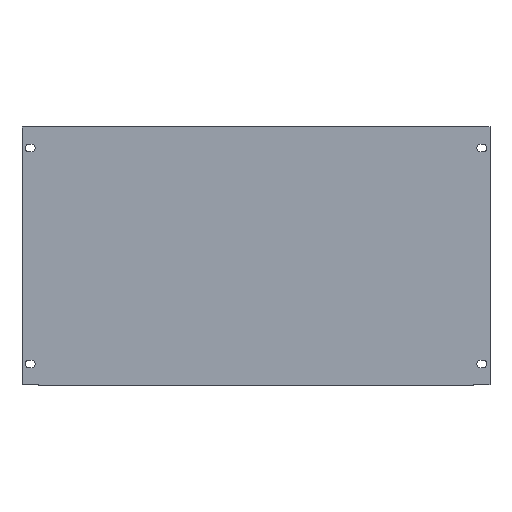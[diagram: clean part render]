
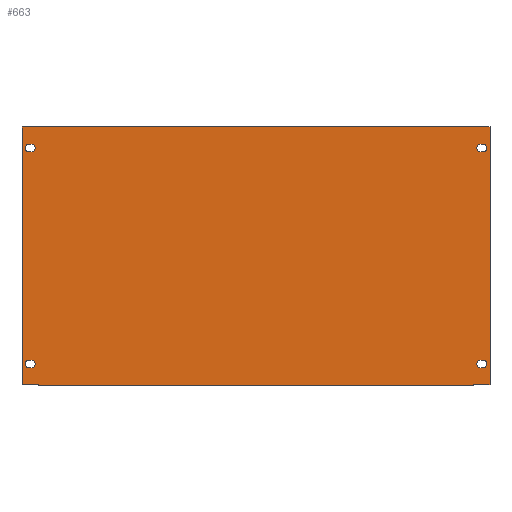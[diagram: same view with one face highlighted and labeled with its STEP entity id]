
A CAD part, top view. The second image highlights one B-rep face of the part: STEP entity #663.
In plain terms, the highlighted planar face has unit normal (0, 0, 1).
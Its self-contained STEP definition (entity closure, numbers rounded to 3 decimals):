
#23=FACE_BOUND('',#84,.T.);
#24=FACE_BOUND('',#85,.T.);
#25=FACE_BOUND('',#86,.T.);
#26=FACE_BOUND('',#87,.T.);
#31=CIRCLE('',#721,5.);
#32=CIRCLE('',#722,5.);
#33=CIRCLE('',#723,5.);
#34=CIRCLE('',#724,5.);
#35=CIRCLE('',#725,5.);
#36=CIRCLE('',#726,5.);
#37=CIRCLE('',#727,5.);
#38=CIRCLE('',#728,5.);
#49=FACE_OUTER_BOUND('',#83,.T.);
#83=EDGE_LOOP('',(#451,#452,#453,#454,#455,#456,#457,#458,#459,#460,#461,
#462));
#84=EDGE_LOOP('',(#463,#464,#465,#466));
#85=EDGE_LOOP('',(#467,#468,#469,#470));
#86=EDGE_LOOP('',(#471,#472,#473,#474));
#87=EDGE_LOOP('',(#475,#476,#477,#478));
#130=LINE('',#969,#210);
#131=LINE('',#971,#211);
#132=LINE('',#973,#212);
#133=LINE('',#975,#213);
#134=LINE('',#977,#214);
#135=LINE('',#979,#215);
#136=LINE('',#981,#216);
#137=LINE('',#983,#217);
#138=LINE('',#985,#218);
#139=LINE('',#987,#219);
#140=LINE('',#989,#220);
#141=LINE('',#990,#221);
#142=LINE('',#995,#222);
#143=LINE('',#998,#223);
#144=LINE('',#1003,#224);
#145=LINE('',#1006,#225);
#146=LINE('',#1011,#226);
#147=LINE('',#1014,#227);
#148=LINE('',#1019,#228);
#149=LINE('',#1022,#229);
#210=VECTOR('',#783,10.);
#211=VECTOR('',#784,10.);
#212=VECTOR('',#785,10.);
#213=VECTOR('',#786,10.);
#214=VECTOR('',#787,10.);
#215=VECTOR('',#788,10.);
#216=VECTOR('',#789,10.);
#217=VECTOR('',#790,10.);
#218=VECTOR('',#791,10.);
#219=VECTOR('',#792,10.);
#220=VECTOR('',#793,10.);
#221=VECTOR('',#794,10.);
#222=VECTOR('',#797,10.);
#223=VECTOR('',#800,10.);
#224=VECTOR('',#803,10.);
#225=VECTOR('',#806,10.);
#226=VECTOR('',#809,10.);
#227=VECTOR('',#812,10.);
#228=VECTOR('',#815,10.);
#229=VECTOR('',#818,10.);
#289=VERTEX_POINT('',#967);
#290=VERTEX_POINT('',#968);
#291=VERTEX_POINT('',#970);
#292=VERTEX_POINT('',#972);
#293=VERTEX_POINT('',#974);
#294=VERTEX_POINT('',#976);
#295=VERTEX_POINT('',#978);
#296=VERTEX_POINT('',#980);
#297=VERTEX_POINT('',#982);
#298=VERTEX_POINT('',#984);
#299=VERTEX_POINT('',#986);
#300=VERTEX_POINT('',#988);
#301=VERTEX_POINT('',#991);
#302=VERTEX_POINT('',#992);
#303=VERTEX_POINT('',#994);
#304=VERTEX_POINT('',#996);
#305=VERTEX_POINT('',#999);
#306=VERTEX_POINT('',#1000);
#307=VERTEX_POINT('',#1002);
#308=VERTEX_POINT('',#1004);
#309=VERTEX_POINT('',#1007);
#310=VERTEX_POINT('',#1008);
#311=VERTEX_POINT('',#1010);
#312=VERTEX_POINT('',#1012);
#313=VERTEX_POINT('',#1015);
#314=VERTEX_POINT('',#1016);
#315=VERTEX_POINT('',#1018);
#316=VERTEX_POINT('',#1020);
#354=EDGE_CURVE('',#289,#290,#130,.T.);
#355=EDGE_CURVE('',#290,#291,#131,.T.);
#356=EDGE_CURVE('',#292,#291,#132,.T.);
#357=EDGE_CURVE('',#293,#292,#133,.T.);
#358=EDGE_CURVE('',#294,#293,#134,.T.);
#359=EDGE_CURVE('',#295,#294,#135,.T.);
#360=EDGE_CURVE('',#295,#296,#136,.T.);
#361=EDGE_CURVE('',#296,#297,#137,.T.);
#362=EDGE_CURVE('',#298,#297,#138,.T.);
#363=EDGE_CURVE('',#299,#298,#139,.T.);
#364=EDGE_CURVE('',#300,#299,#140,.T.);
#365=EDGE_CURVE('',#289,#300,#141,.T.);
#366=EDGE_CURVE('',#301,#302,#31,.T.);
#367=EDGE_CURVE('',#302,#303,#142,.T.);
#368=EDGE_CURVE('',#303,#304,#32,.T.);
#369=EDGE_CURVE('',#304,#301,#143,.T.);
#370=EDGE_CURVE('',#305,#306,#33,.T.);
#371=EDGE_CURVE('',#306,#307,#144,.T.);
#372=EDGE_CURVE('',#307,#308,#34,.T.);
#373=EDGE_CURVE('',#308,#305,#145,.T.);
#374=EDGE_CURVE('',#309,#310,#35,.T.);
#375=EDGE_CURVE('',#310,#311,#146,.T.);
#376=EDGE_CURVE('',#311,#312,#36,.T.);
#377=EDGE_CURVE('',#312,#309,#147,.T.);
#378=EDGE_CURVE('',#313,#314,#37,.T.);
#379=EDGE_CURVE('',#314,#315,#148,.T.);
#380=EDGE_CURVE('',#315,#316,#38,.T.);
#381=EDGE_CURVE('',#316,#313,#149,.T.);
#451=ORIENTED_EDGE('',*,*,#354,.T.);
#452=ORIENTED_EDGE('',*,*,#355,.T.);
#453=ORIENTED_EDGE('',*,*,#356,.F.);
#454=ORIENTED_EDGE('',*,*,#357,.F.);
#455=ORIENTED_EDGE('',*,*,#358,.F.);
#456=ORIENTED_EDGE('',*,*,#359,.F.);
#457=ORIENTED_EDGE('',*,*,#360,.T.);
#458=ORIENTED_EDGE('',*,*,#361,.T.);
#459=ORIENTED_EDGE('',*,*,#362,.F.);
#460=ORIENTED_EDGE('',*,*,#363,.F.);
#461=ORIENTED_EDGE('',*,*,#364,.F.);
#462=ORIENTED_EDGE('',*,*,#365,.F.);
#463=ORIENTED_EDGE('',*,*,#366,.T.);
#464=ORIENTED_EDGE('',*,*,#367,.T.);
#465=ORIENTED_EDGE('',*,*,#368,.T.);
#466=ORIENTED_EDGE('',*,*,#369,.T.);
#467=ORIENTED_EDGE('',*,*,#370,.T.);
#468=ORIENTED_EDGE('',*,*,#371,.T.);
#469=ORIENTED_EDGE('',*,*,#372,.T.);
#470=ORIENTED_EDGE('',*,*,#373,.T.);
#471=ORIENTED_EDGE('',*,*,#374,.T.);
#472=ORIENTED_EDGE('',*,*,#375,.T.);
#473=ORIENTED_EDGE('',*,*,#376,.T.);
#474=ORIENTED_EDGE('',*,*,#377,.T.);
#475=ORIENTED_EDGE('',*,*,#378,.T.);
#476=ORIENTED_EDGE('',*,*,#379,.T.);
#477=ORIENTED_EDGE('',*,*,#380,.T.);
#478=ORIENTED_EDGE('',*,*,#381,.T.);
#637=PLANE('',#720);
#663=ADVANCED_FACE('',(#49,#23,#24,#25,#26),#637,.T.);
#720=AXIS2_PLACEMENT_3D('',#966,#781,#782);
#721=AXIS2_PLACEMENT_3D('',#993,#795,#796);
#722=AXIS2_PLACEMENT_3D('',#997,#798,#799);
#723=AXIS2_PLACEMENT_3D('',#1001,#801,#802);
#724=AXIS2_PLACEMENT_3D('',#1005,#804,#805);
#725=AXIS2_PLACEMENT_3D('',#1009,#807,#808);
#726=AXIS2_PLACEMENT_3D('',#1013,#810,#811);
#727=AXIS2_PLACEMENT_3D('',#1017,#813,#814);
#728=AXIS2_PLACEMENT_3D('',#1021,#816,#817);
#781=DIRECTION('center_axis',(0.,0.,1.));
#782=DIRECTION('ref_axis',(1.,0.,0.));
#783=DIRECTION('',(0.,-1.,0.));
#784=DIRECTION('',(1.,0.,0.));
#785=DIRECTION('',(0.,-1.,0.));
#786=DIRECTION('',(-1.,0.,0.));
#787=DIRECTION('',(0.,-1.,0.));
#788=DIRECTION('',(1.,0.,0.));
#789=DIRECTION('',(0.,1.,0.));
#790=DIRECTION('',(-1.,0.,0.));
#791=DIRECTION('',(0.,1.,0.));
#792=DIRECTION('',(1.,0.,0.));
#793=DIRECTION('',(0.,1.,0.));
#794=DIRECTION('',(-1.,0.,0.));
#795=DIRECTION('center_axis',(0.,0.,-1.));
#796=DIRECTION('ref_axis',(0.6,-0.8,0.));
#797=DIRECTION('',(-1.,0.,0.));
#798=DIRECTION('center_axis',(0.,0.,-1.));
#799=DIRECTION('ref_axis',(-0.6,0.8,0.));
#800=DIRECTION('',(1.,0.,0.));
#801=DIRECTION('center_axis',(0.,0.,-1.));
#802=DIRECTION('ref_axis',(0.6,-0.8,0.));
#803=DIRECTION('',(-1.,0.,0.));
#804=DIRECTION('center_axis',(0.,0.,-1.));
#805=DIRECTION('ref_axis',(-0.6,0.8,0.));
#806=DIRECTION('',(1.,0.,0.));
#807=DIRECTION('center_axis',(0.,0.,-1.));
#808=DIRECTION('ref_axis',(0.6,-0.8,0.));
#809=DIRECTION('',(-1.,0.,0.));
#810=DIRECTION('center_axis',(0.,0.,-1.));
#811=DIRECTION('ref_axis',(-0.6,0.8,0.));
#812=DIRECTION('',(1.,0.,0.));
#813=DIRECTION('center_axis',(0.,0.,-1.));
#814=DIRECTION('ref_axis',(0.6,-0.8,0.));
#815=DIRECTION('',(-1.,0.,0.));
#816=DIRECTION('center_axis',(0.,0.,-1.));
#817=DIRECTION('ref_axis',(-0.6,0.8,0.));
#818=DIRECTION('',(1.,0.,0.));
#966=CARTESIAN_POINT('Origin',(0.,0.,1.));
#967=CARTESIAN_POINT('',(-224.5,-132.85,1.));
#968=CARTESIAN_POINT('',(-224.5,-133.25,1.));
#969=CARTESIAN_POINT('',(-224.5,-132.85,1.));
#970=CARTESIAN_POINT('',(224.5,-133.25,1.));
#971=CARTESIAN_POINT('',(0.,-133.25,1.));
#972=CARTESIAN_POINT('',(224.5,-132.85,1.));
#973=CARTESIAN_POINT('',(224.5,-132.85,1.));
#974=CARTESIAN_POINT('',(241.,-132.85,1.));
#975=CARTESIAN_POINT('',(-241.,-132.85,1.));
#976=CARTESIAN_POINT('',(241.,132.85,1.));
#977=CARTESIAN_POINT('',(241.,-132.85,1.));
#978=CARTESIAN_POINT('',(224.5,132.85,1.));
#979=CARTESIAN_POINT('',(241.,132.85,1.));
#980=CARTESIAN_POINT('',(224.5,133.25,1.));
#981=CARTESIAN_POINT('',(224.5,132.85,1.));
#982=CARTESIAN_POINT('',(-224.5,133.25,1.));
#983=CARTESIAN_POINT('',(0.,133.25,1.));
#984=CARTESIAN_POINT('',(-224.5,132.85,1.));
#985=CARTESIAN_POINT('',(-224.5,132.85,1.));
#986=CARTESIAN_POINT('',(-241.,132.85,1.));
#987=CARTESIAN_POINT('',(241.,132.85,1.));
#988=CARTESIAN_POINT('',(-241.,-132.85,1.));
#989=CARTESIAN_POINT('',(-241.,132.85,1.));
#990=CARTESIAN_POINT('',(-241.,-132.85,1.));
#991=CARTESIAN_POINT('',(-229.5,115.125,1.));
#992=CARTESIAN_POINT('',(-229.5,107.125,1.));
#993=CARTESIAN_POINT('Origin',(-232.5,111.125,1.));
#994=CARTESIAN_POINT('',(-235.5,107.125,1.));
#995=CARTESIAN_POINT('',(-117.75,107.125,1.));
#996=CARTESIAN_POINT('',(-235.5,115.125,1.));
#997=CARTESIAN_POINT('Origin',(-232.5,111.125,1.));
#998=CARTESIAN_POINT('',(-114.75,115.125,1.));
#999=CARTESIAN_POINT('',(235.5,-107.125,1.));
#1000=CARTESIAN_POINT('',(235.5,-115.125,1.));
#1001=CARTESIAN_POINT('Origin',(232.5,-111.125,1.));
#1002=CARTESIAN_POINT('',(229.5,-115.125,1.));
#1003=CARTESIAN_POINT('',(114.75,-115.125,1.));
#1004=CARTESIAN_POINT('',(229.5,-107.125,1.));
#1005=CARTESIAN_POINT('Origin',(232.5,-111.125,1.));
#1006=CARTESIAN_POINT('',(117.75,-107.125,1.));
#1007=CARTESIAN_POINT('',(235.5,115.125,1.));
#1008=CARTESIAN_POINT('',(235.5,107.125,1.));
#1009=CARTESIAN_POINT('Origin',(232.5,111.125,1.));
#1010=CARTESIAN_POINT('',(229.5,107.125,1.));
#1011=CARTESIAN_POINT('',(114.75,107.125,1.));
#1012=CARTESIAN_POINT('',(229.5,115.125,1.));
#1013=CARTESIAN_POINT('Origin',(232.5,111.125,1.));
#1014=CARTESIAN_POINT('',(117.75,115.125,1.));
#1015=CARTESIAN_POINT('',(-229.5,-107.125,1.));
#1016=CARTESIAN_POINT('',(-229.5,-115.125,1.));
#1017=CARTESIAN_POINT('Origin',(-232.5,-111.125,1.));
#1018=CARTESIAN_POINT('',(-235.5,-115.125,1.));
#1019=CARTESIAN_POINT('',(-117.75,-115.125,1.));
#1020=CARTESIAN_POINT('',(-235.5,-107.125,1.));
#1021=CARTESIAN_POINT('Origin',(-232.5,-111.125,1.));
#1022=CARTESIAN_POINT('',(-114.75,-107.125,1.));
